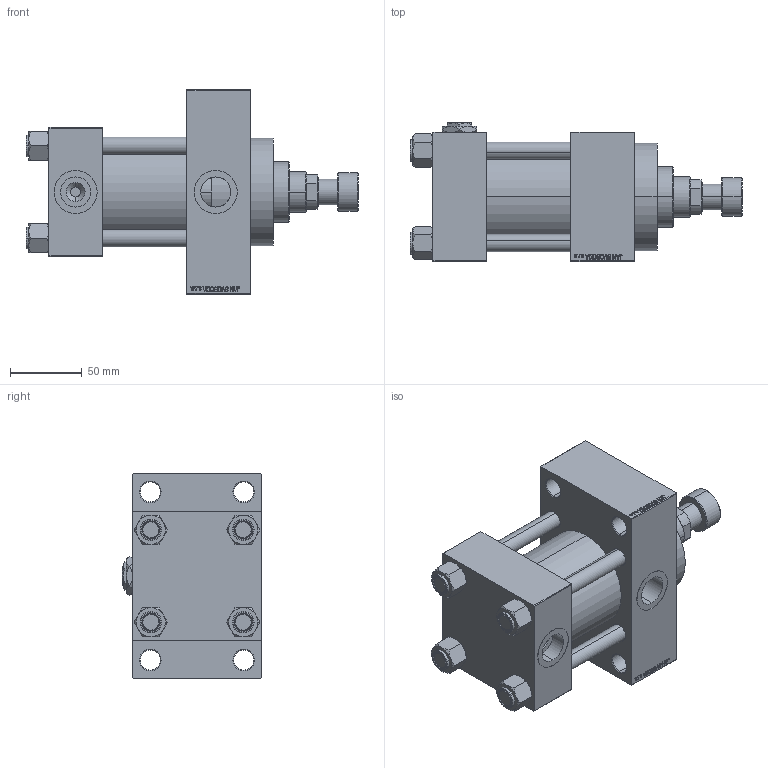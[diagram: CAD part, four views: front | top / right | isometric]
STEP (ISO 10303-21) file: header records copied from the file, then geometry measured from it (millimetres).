
FILE_DESCRIPTION (( 'STEP AP203' ), '1' );
FILE_NAME ('b6af.STEP', '2023-08-23T03:02:54', ( '' ), ( '' ), 'SwSTEP 2.0', 'SolidWorks 2019', '' );
FILE_SCHEMA (( 'CONFIG_CONTROL_DESIGN' ));
Length unit declared in the file: millimetre
Products named in the file (8): V215_VC_A 7d6dce4bf88a6809e940833352346434; V215CR_VCP_D 7d6dce4bf88a6809e940833352346434; V215CR_D_Body 7d6dce4bf88a6809e940833352346434; V215CR_ROD_END_F 7d6dce4bf88a6809e940833352346434; Zatka_pro_OIL_PORT 7d6dce4bf88a6809e940833352346434; b6af; V215CR_D_TYCINKA 7d6dce4bf88a6809e940833352346434; NUT_M5_D 7d6dce4bf88a6809e940833352346434
Assembly tree (13 placements, depth 2):
  b6af
    V215CR_D_Body 7d6dce4bf88a6809e940833352346434
    V215CR_VCP_D 7d6dce4bf88a6809e940833352346434
    NUT_M5_D 7d6dce4bf88a6809e940833352346434  x4
    V215CR_D_TYCINKA 7d6dce4bf88a6809e940833352346434  x4
    V215_VC_A 7d6dce4bf88a6809e940833352346434
    V215CR_ROD_END_F 7d6dce4bf88a6809e940833352346434
    Zatka_pro_OIL_PORT 7d6dce4bf88a6809e940833352346434
Bounding box: 231 x 97 x 142 mm (x, y, z)
Volume: 1114372.4 mm3; surface area: 204636.7 mm2
Topology: 13 solids, 13 shells, 1171 faces, 2896 edges, 1867 vertices
Faces by surface type: plane 525, bspline 368, cone 166, cylinder 100, torus 12
Entity records: 49416 total; most frequent: CARTESIAN_POINT 25631, ORIENTED_EDGE 5284, DIRECTION 3492, EDGE_CURVE 2642, VERTEX_POINT 1723, LINE 1552, VECTOR 1552, EDGE_LOOP 1189
